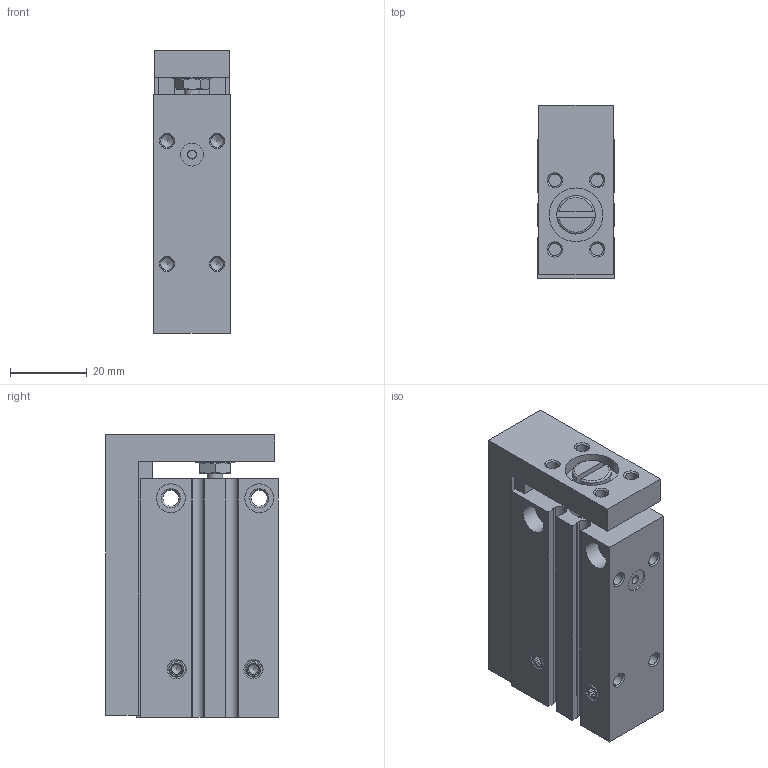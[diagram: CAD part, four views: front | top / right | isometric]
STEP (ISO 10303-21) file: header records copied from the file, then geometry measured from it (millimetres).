
FILE_DESCRIPTION(/* description */ ('STEP AP214'),/* implementation_level */ '2;1');
FILE_NAME(/* name */ '170495_SLS-10-25-P-A',/* time_stamp */ '2024-09-15T07:19:46+02:00',/* author */ ('License CC BY-ND 4.0'),/* organization */ ('CADENAS'),/* preprocessor_version */ 'ST-DEVELOPER v19.3',/* originating_system */ 'PARTsolutions',/* authorisation */ ' ');
FILE_SCHEMA (('AUTOMOTIVE_DESIGN {1 0 10303 214 3 1 1}'));
Length unit declared in the file: millimetre
Products named in the file (6): 170495 SLS-10-25-P-A---(asm_0); 170495 SLS-10-25-P-AZ---(Z); 170495 SLS-10-25-P-A---(S); 367181 SLS/SLT-10---(AD); 367175 SLS/SLT-10---(L); 5088186 M5x5
Assembly tree (8 placements, depth 2):
  170495 SLS-10-25-P-A---(asm_0)
    170495 SLS-10-25-P-AZ---(Z)
    170495 SLS-10-25-P-A---(S)
    367181 SLS/SLT-10---(AD)
    367175 SLS/SLT-10---(L)
    5088186 M5x5  x4
Bounding box: 20 x 45 x 73.5 mm (x, y, z)
Volume: 52445.6 mm3; surface area: 26966.9 mm2
Topology: 8 solids, 9 shells, 395 faces, 961 edges, 606 vertices
Faces by surface type: plane 201, cylinder 99, cone 83, torus 12
Full cylindrical faces by diameter (mm): 0.6 x1, 0.65 x1, 2.35 x4, 2.57 x4, 3.242 x14, 4 x7, 4.134 x9, 4.3 x2, 4.5 x1, 5 x9, 6 x2, 7.4 x1, 7.5 x4, 8.2 x1, 10 x4, 10.8 x2, 10.917 x2, 11 x3, 12 x2, 12.2 x1, 14 x2
Entity records: 8167 total; most frequent: CARTESIAN_POINT 1526, DIRECTION 1372, ORIENTED_EDGE 1134, EDGE_CURVE 567, AXIS2_PLACEMENT_3D 552, FACE_BOUND 490, EDGE_LOOP 478, VERTEX_POINT 435
